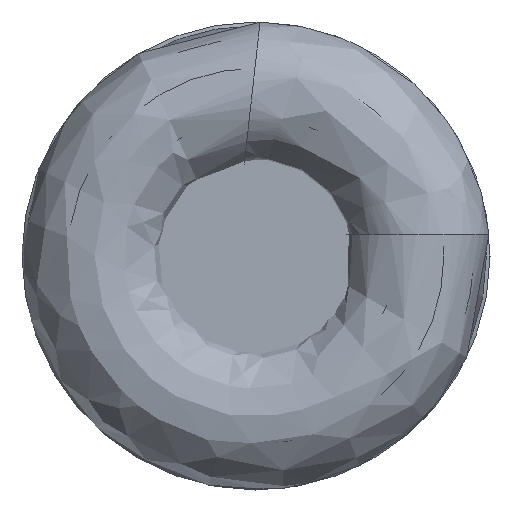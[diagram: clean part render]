
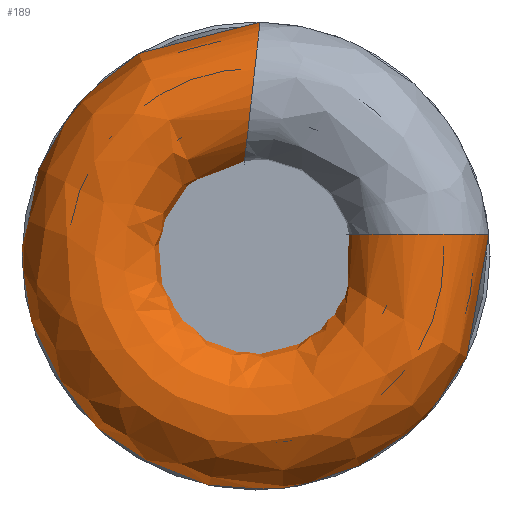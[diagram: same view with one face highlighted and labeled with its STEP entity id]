
A CAD part, left-side view. The second image highlights one B-rep face of the part: STEP entity #189.
In plain terms, the highlighted free-form (B-spline) face has degree [3, 3] with [7, 7] control points.
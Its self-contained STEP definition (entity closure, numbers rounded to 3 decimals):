
#189=ADVANCED_FACE('',(#209,#210),#207,.F.);
#207=(
BOUNDED_SURFACE()
B_SPLINE_SURFACE(3,3,((#461,#462,#463,#464,#465,#466,#467),(#468,#469,#470,
#471,#472,#473,#474),(#475,#476,#477,#478,#479,#480,#481),(#482,#483,#484,
#485,#486,#487,#488),(#489,#490,#491,#492,#493,#494,#495),(#496,#497,#498,
#499,#500,#501,#502),(#503,#504,#505,#506,#507,#508,#509)),
 .UNSPECIFIED.,.T.,.F.,.F.)
B_SPLINE_SURFACE_WITH_KNOTS((1,3,3,3,1),(4,3,4),(-0.5,0.,0.5,1.,1.5),(0.,
0.5,1.),.UNSPECIFIED.)
GEOMETRIC_REPRESENTATION_ITEM()
RATIONAL_B_SPLINE_SURFACE(((1.,0.571,0.571,1.,0.571,
0.571,1.),(0.333,0.19,0.19,
0.333,0.19,0.19,0.333),
(0.333,0.19,0.19,0.333,
0.19,0.19,0.333),(1.,0.571,
0.571,1.,0.571,0.571,1.),(0.333,
0.19,0.19,0.333,0.19,
0.19,0.333),(0.333,0.19,
0.19,0.333,0.19,0.19,
0.333),(1.,0.571,0.571,1.,0.571,
0.571,1.)))
REPRESENTATION_ITEM('')
SURFACE()
);
#209=FACE_BOUND('',#241,.T.);
#210=FACE_BOUND('',#242,.T.);
#241=EDGE_LOOP('',(#275));
#242=EDGE_LOOP('',(#276));
#275=ORIENTED_EDGE('',*,*,#326,.T.);
#276=ORIENTED_EDGE('',*,*,#327,.F.);
#309=VERTEX_POINT('',#458);
#310=VERTEX_POINT('',#460);
#326=EDGE_CURVE('',#309,#309,#343,.T.);
#327=EDGE_CURVE('',#310,#310,#344,.T.);
#343=CIRCLE('',#361,5.);
#344=CIRCLE('',#362,5.);
#361=AXIS2_PLACEMENT_3D('',#457,#393,#394);
#362=AXIS2_PLACEMENT_3D('',#459,#395,#396);
#393=DIRECTION('',(0.,0.994,0.111));
#394=DIRECTION('',(1.,0.,0.));
#395=DIRECTION('',(0.,0.,1.));
#396=DIRECTION('',(1.,0.,0.));
#457=CARTESIAN_POINT('',(5.,0.276,11.028));
#458=CARTESIAN_POINT('',(10.,0.276,11.028));
#459=CARTESIAN_POINT('',(5.,-10.929,1.5));
#460=CARTESIAN_POINT('',(10.,-10.929,1.5));
#461=CARTESIAN_POINT('',(10.,-10.929,1.5));
#462=CARTESIAN_POINT('',(10.,-12.565,-10.416));
#463=CARTESIAN_POINT('',(10.,-2.017,-16.196));
#464=CARTESIAN_POINT('',(10.,7.146,-8.404));
#465=CARTESIAN_POINT('',(10.,16.309,-0.613));
#466=CARTESIAN_POINT('',(10.,12.3,10.727));
#467=CARTESIAN_POINT('',(10.,0.276,11.028));
#468=CARTESIAN_POINT('',(10.,-0.929,1.5));
#469=CARTESIAN_POINT('',(10.,-2.565,0.487));
#470=CARTESIAN_POINT('',(10.,-2.202,-1.403));
#471=CARTESIAN_POINT('',(10.,-0.307,-1.738));
#472=CARTESIAN_POINT('',(10.,1.587,-2.073));
#473=CARTESIAN_POINT('',(10.,2.576,-0.422));
#474=CARTESIAN_POINT('',(10.,1.387,1.09));
#475=CARTESIAN_POINT('',(0.,-0.929,1.5));
#476=CARTESIAN_POINT('',(0.,-2.565,0.487));
#477=CARTESIAN_POINT('',(0.,-2.202,-1.403));
#478=CARTESIAN_POINT('',(0.,-0.307,-1.738));
#479=CARTESIAN_POINT('',(0.,1.587,-2.073));
#480=CARTESIAN_POINT('',(0.,2.576,-0.422));
#481=CARTESIAN_POINT('',(0.,1.387,1.09));
#482=CARTESIAN_POINT('',(0.,-10.929,1.5));
#483=CARTESIAN_POINT('',(0.,-12.565,-10.416));
#484=CARTESIAN_POINT('',(0.,-2.017,-16.196));
#485=CARTESIAN_POINT('',(0.,7.146,-8.404));
#486=CARTESIAN_POINT('',(0.,16.309,-0.613));
#487=CARTESIAN_POINT('',(0.,12.3,10.727));
#488=CARTESIAN_POINT('',(0.,0.276,11.028));
#489=CARTESIAN_POINT('',(0.,-20.929,1.5));
#490=CARTESIAN_POINT('',(0.,-22.565,-21.319));
#491=CARTESIAN_POINT('',(0.,-1.832,-30.989));
#492=CARTESIAN_POINT('',(0.,14.6,-15.071));
#493=CARTESIAN_POINT('',(0.,31.031,0.847));
#494=CARTESIAN_POINT('',(0.,22.024,21.877));
#495=CARTESIAN_POINT('',(0.,-0.835,20.966));
#496=CARTESIAN_POINT('',(10.,-20.929,1.5));
#497=CARTESIAN_POINT('',(10.,-22.565,-21.319));
#498=CARTESIAN_POINT('',(10.,-1.832,-30.989));
#499=CARTESIAN_POINT('',(10.,14.6,-15.071));
#500=CARTESIAN_POINT('',(10.,31.031,0.847));
#501=CARTESIAN_POINT('',(10.,22.024,21.877));
#502=CARTESIAN_POINT('',(10.,-0.835,20.966));
#503=CARTESIAN_POINT('',(10.,-10.929,1.5));
#504=CARTESIAN_POINT('',(10.,-12.565,-10.416));
#505=CARTESIAN_POINT('',(10.,-2.017,-16.196));
#506=CARTESIAN_POINT('',(10.,7.146,-8.404));
#507=CARTESIAN_POINT('',(10.,16.309,-0.613));
#508=CARTESIAN_POINT('',(10.,12.3,10.727));
#509=CARTESIAN_POINT('',(10.,0.276,11.028));
